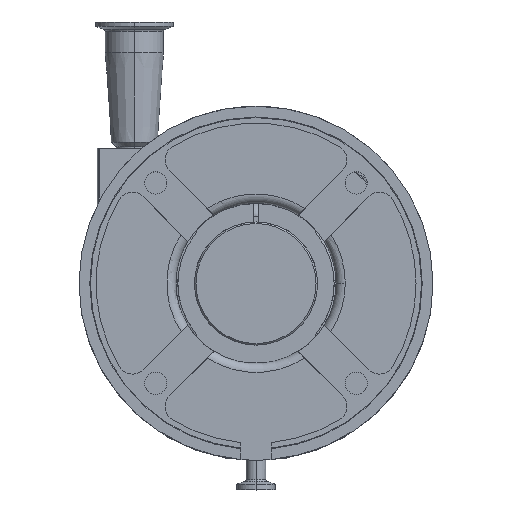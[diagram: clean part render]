
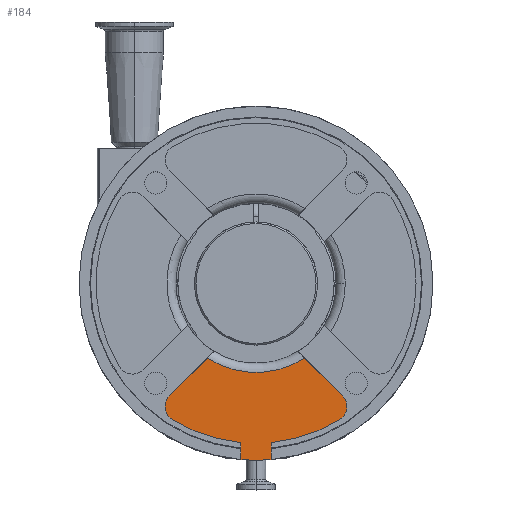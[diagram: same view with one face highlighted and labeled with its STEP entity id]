
A CAD part, top view. The second image highlights one B-rep face of the part: STEP entity #184.
In plain terms, the highlighted planar face has unit normal (0, 0, 1).
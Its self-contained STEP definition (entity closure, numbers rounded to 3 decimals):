
#184 = ADVANCED_FACE ( 'NONE', ( #8915 ), #10726, .T. ) ;
#261 = VERTEX_POINT ( 'NONE', #5749 ) ;
#602 = CARTESIAN_POINT ( 'NONE',  ( 31.64, -48.61, -12. ) ) ;
#640 = DIRECTION ( 'NONE',  ( 1., 0., 0. ) ) ;
#672 = DIRECTION ( 'NONE',  ( -1., 0., 0. ) ) ;
#682 = EDGE_CURVE ( 'NONE', #6741, #9272, #10228, .T. ) ;
#911 = DIRECTION ( 'NONE',  ( 0., 0., -1. ) ) ;
#921 = EDGE_CURVE ( 'NONE', #261, #9305, #10921, .T. ) ;
#1324 = CARTESIAN_POINT ( 'NONE',  ( 0., 0., -12. ) ) ;
#1334 = EDGE_CURVE ( 'NONE', #9518, #4714, #7371, .T. ) ;
#1716 = VECTOR ( 'NONE', #7679, 1000. ) ;
#1866 = AXIS2_PLACEMENT_3D ( 'NONE', #6886, #7059, #5388 ) ;
#1948 = DIRECTION ( 'NONE',  ( -1., 0., 0. ) ) ;
#2311 = ORIENTED_EDGE ( 'NONE', *, *, #682, .F. ) ;
#2463 = ORIENTED_EDGE ( 'NONE', *, *, #5125, .T. ) ;
#2504 = AXIS2_PLACEMENT_3D ( 'NONE', #8795, #911, #9495 ) ;
#2709 = ORIENTED_EDGE ( 'NONE', *, *, #1334, .T. ) ;
#3019 = DIRECTION ( 'NONE',  ( -0.707, -0.707, 0. ) ) ;
#3100 = EDGE_CURVE ( 'NONE', #9305, #6741, #7456, .T. ) ;
#3122 = VECTOR ( 'NONE', #9343, 1000. ) ;
#3202 = ORIENTED_EDGE ( 'NONE', *, *, #3360, .T. ) ;
#3360 = EDGE_CURVE ( 'NONE', #9222, #6428, #6181, .T. ) ;
#3405 = ORIENTED_EDGE ( 'NONE', *, *, #8740, .T. ) ;
#3672 = DIRECTION ( 'NONE',  ( 0., 0., 1. ) ) ;
#3741 = CARTESIAN_POINT ( 'NONE',  ( -9.75, -114.586, -12. ) ) ;
#3754 = CARTESIAN_POINT ( 'NONE',  ( 59.066, -80.178, -12. ) ) ;
#3972 = DIRECTION ( 'NONE',  ( 1., 0., 0. ) ) ;
#4189 = ORIENTED_EDGE ( 'NONE', *, *, #7458, .T. ) ;
#4217 = CARTESIAN_POINT ( 'NONE',  ( -9.75, -114.586, -12. ) ) ;
#4318 = ORIENTED_EDGE ( 'NONE', *, *, #921, .F. ) ;
#4410 = EDGE_CURVE ( 'NONE', #6276, #8835, #6752, .T. ) ;
#4714 = VERTEX_POINT ( 'NONE', #7693 ) ;
#4873 = AXIS2_PLACEMENT_3D ( 'NONE', #7754, #6778, #10252 ) ;
#4945 = VECTOR ( 'NONE', #3019, 1000. ) ;
#5015 = CARTESIAN_POINT ( 'NONE',  ( 0., 0., -12. ) ) ;
#5082 = CARTESIAN_POINT ( 'NONE',  ( 27.292, -44.262, -12. ) ) ;
#5122 = CARTESIAN_POINT ( 'NONE',  ( 54.285, -88.708, -12. ) ) ;
#5125 = EDGE_CURVE ( 'NONE', #8835, #9518, #7402, .T. ) ;
#5388 = DIRECTION ( 'NONE',  ( 1., 0., 0. ) ) ;
#5579 = DIRECTION ( 'NONE',  ( 0., 0., 1. ) ) ;
#5710 = DIRECTION ( 'NONE',  ( 0., 0., -1. ) ) ;
#5749 = CARTESIAN_POINT ( 'NONE',  ( 9.75, -103.542, -12. ) ) ;
#5811 = DIRECTION ( 'NONE',  ( 0., 0., 1. ) ) ;
#5963 = VERTEX_POINT ( 'NONE', #11152 ) ;
#6181 = CIRCLE ( 'NONE', #11357, 10. ) ;
#6207 = EDGE_LOOP ( 'NONE', ( #3405, #11198, #2463, #2709, #9472, #2311, #8015, #4318, #9646, #3202, #4189 ) ) ;
#6276 = VERTEX_POINT ( 'NONE', #602 ) ;
#6294 = CARTESIAN_POINT ( 'NONE',  ( -31.64, -48.61, -12. ) ) ;
#6352 = AXIS2_PLACEMENT_3D ( 'NONE', #5015, #5710, #640 ) ;
#6428 = VERTEX_POINT ( 'NONE', #3754 ) ;
#6711 = AXIS2_PLACEMENT_3D ( 'NONE', #1324, #5811, #3972 ) ;
#6741 = VERTEX_POINT ( 'NONE', #3741 ) ;
#6752 = CIRCLE ( 'NONE', #2504, 58. ) ;
#6778 = DIRECTION ( 'NONE',  ( 0., 0., 1. ) ) ;
#6782 = DIRECTION ( 'NONE',  ( 0., 0., 1. ) ) ;
#6886 = CARTESIAN_POINT ( 'NONE',  ( 49.066, -80.178, -12. ) ) ;
#7059 = DIRECTION ( 'NONE',  ( 0., 0., 1. ) ) ;
#7126 = CARTESIAN_POINT ( 'NONE',  ( 0., 0., -12. ) ) ;
#7251 = CARTESIAN_POINT ( 'NONE',  ( 49.066, -80.178, -12. ) ) ;
#7259 = DIRECTION ( 'NONE',  ( 0., -1., 0. ) ) ;
#7304 = DIRECTION ( 'NONE',  ( 1., 0., 0. ) ) ;
#7371 = CIRCLE ( 'NONE', #9766, 10. ) ;
#7402 = LINE ( 'NONE', #10949, #4945 ) ;
#7440 = CIRCLE ( 'NONE', #6711, 104. ) ;
#7456 = CIRCLE ( 'NONE', #6352, 115. ) ;
#7458 = EDGE_CURVE ( 'NONE', #6428, #5963, #9404, .T. ) ;
#7562 = AXIS2_PLACEMENT_3D ( 'NONE', #7126, #3672, #1948 ) ;
#7679 = DIRECTION ( 'NONE',  ( -0.707, 0.707, 0. ) ) ;
#7693 = CARTESIAN_POINT ( 'NONE',  ( -54.285, -88.708, -12. ) ) ;
#7754 = CARTESIAN_POINT ( 'NONE',  ( 0., 0., -12. ) ) ;
#8015 = ORIENTED_EDGE ( 'NONE', *, *, #3100, .F. ) ;
#8740 = EDGE_CURVE ( 'NONE', #5963, #6276, #10402, .T. ) ;
#8754 = CARTESIAN_POINT ( 'NONE',  ( -9.75, -103.542, -12. ) ) ;
#8795 = CARTESIAN_POINT ( 'NONE',  ( 0., 0., -12. ) ) ;
#8835 = VERTEX_POINT ( 'NONE', #6294 ) ;
#8915 = FACE_OUTER_BOUND ( 'NONE', #6207, .T. ) ;
#8923 = CARTESIAN_POINT ( 'NONE',  ( 9.75, -114.586, -12. ) ) ;
#9158 = CARTESIAN_POINT ( 'NONE',  ( 9.75, -103.542, -12. ) ) ;
#9222 = VERTEX_POINT ( 'NONE', #5122 ) ;
#9272 = VERTEX_POINT ( 'NONE', #8754 ) ;
#9305 = VERTEX_POINT ( 'NONE', #8923 ) ;
#9343 = DIRECTION ( 'NONE',  ( 0., 1., 0. ) ) ;
#9404 = CIRCLE ( 'NONE', #1866, 10. ) ;
#9472 = ORIENTED_EDGE ( 'NONE', *, *, #10883, .T. ) ;
#9495 = DIRECTION ( 'NONE',  ( 1., 0., 0. ) ) ;
#9518 = VERTEX_POINT ( 'NONE', #10091 ) ;
#9646 = ORIENTED_EDGE ( 'NONE', *, *, #10507, .T. ) ;
#9766 = AXIS2_PLACEMENT_3D ( 'NONE', #11030, #6782, #672 ) ;
#9944 = VECTOR ( 'NONE', #7259, 1000. ) ;
#10035 = CIRCLE ( 'NONE', #4873, 104. ) ;
#10091 = CARTESIAN_POINT ( 'NONE',  ( -56.137, -73.107, -12. ) ) ;
#10228 = LINE ( 'NONE', #4217, #3122 ) ;
#10252 = DIRECTION ( 'NONE',  ( 1., 0., 0. ) ) ;
#10402 = LINE ( 'NONE', #5082, #1716 ) ;
#10507 = EDGE_CURVE ( 'NONE', #261, #9222, #7440, .T. ) ;
#10726 = PLANE ( 'NONE',  #7562 ) ;
#10883 = EDGE_CURVE ( 'NONE', #4714, #9272, #10035, .T. ) ;
#10921 = LINE ( 'NONE', #9158, #9944 ) ;
#10949 = CARTESIAN_POINT ( 'NONE',  ( -56.137, -73.107, -12. ) ) ;
#11030 = CARTESIAN_POINT ( 'NONE',  ( -49.066, -80.178, -12. ) ) ;
#11152 = CARTESIAN_POINT ( 'NONE',  ( 56.137, -73.107, -12. ) ) ;
#11198 = ORIENTED_EDGE ( 'NONE', *, *, #4410, .T. ) ;
#11357 = AXIS2_PLACEMENT_3D ( 'NONE', #7251, #5579, #7304 ) ;
